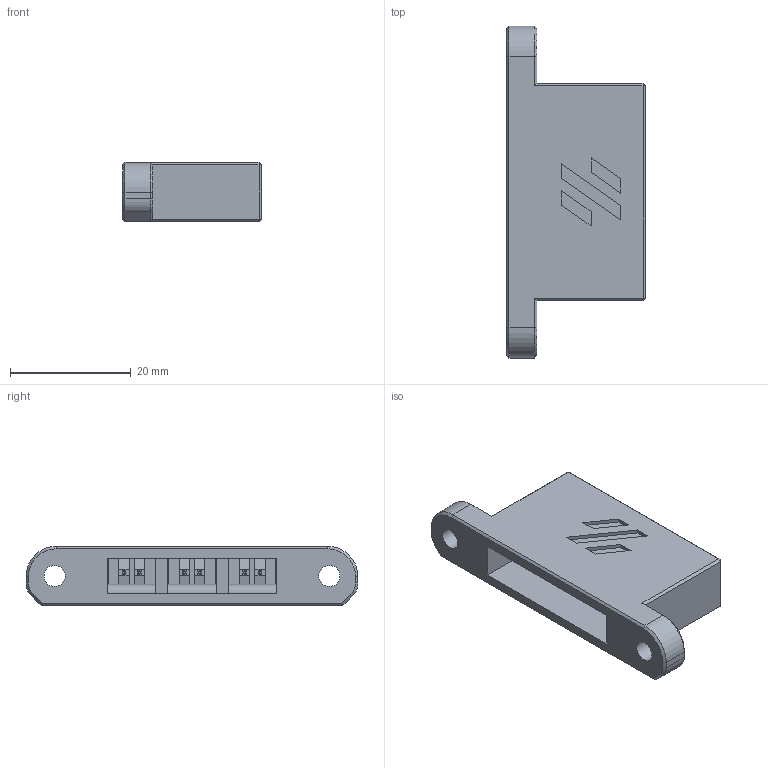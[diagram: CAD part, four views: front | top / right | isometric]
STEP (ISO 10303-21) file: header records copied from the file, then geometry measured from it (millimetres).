
FILE_DESCRIPTION(/* description */ (''),/* implementation_level */ '2;1');
FILE_NAME(/* name */ 'JST_3x.step',/* time_stamp */ '2025-05-01T09:21:38-05:00',/* author */ (''),/* organization */ (''),/* preprocessor_version */ 'ST-DEVELOPER v20.1',/* originating_system */ 'Autodesk Translation Framework v14.4.0.0',/* authorisation */ '');
FILE_SCHEMA (('AUTOMOTIVE_DESIGN { 1 0 10303 214 3 1 1 }'));
Length unit declared in the file: millimetre
Products named in the file (2): JST_3x; CONNECTOR WHITE JST XH 2 PIN - 2,54 mm
Assembly tree (3 placements, depth 2):
  JST_3x
    CONNECTOR WHITE JST XH 2 PIN - 2,54 mm  x3
Bounding box: 23 x 55 x 9.8 mm (x, y, z)
Volume: 5775.7 mm3; surface area: 6020.2 mm2
Topology: 4 solids, 4 shells, 707 faces, 1778 edges, 1104 vertices
Faces by surface type: plane 420, cylinder 168, bspline 111, cone 8
Full cylindrical faces by diameter (mm): 3.5 x2
Entity records: 10314 total; most frequent: CARTESIAN_POINT 3228, ORIENTED_EDGE 1508, DIRECTION 1333, EDGE_CURVE 754, LINE 575, VECTOR 575, VERTEX_POINT 464, AXIS2_PLACEMENT_3D 379
